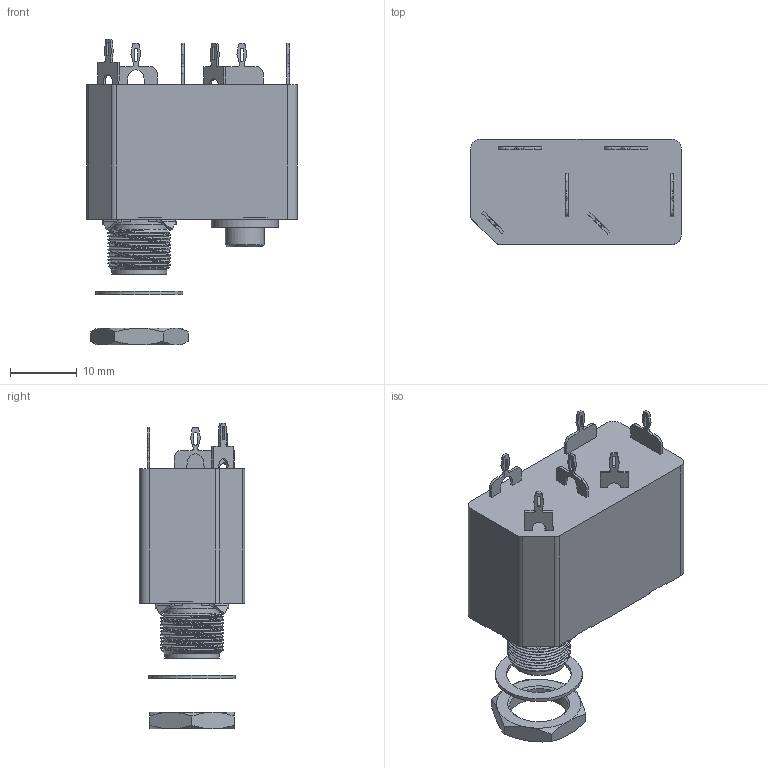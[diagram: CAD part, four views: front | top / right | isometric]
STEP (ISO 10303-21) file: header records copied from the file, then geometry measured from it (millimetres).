
FILE_DESCRIPTION(/* description */ (''),/* implementation_level */ '2;1');
FILE_NAME(/* name */ 'ACJS-MVD985-3.stp',/* time_stamp */ '2025-09-23T09:37:55+10:00',/* author */ ('minh'),/* organization */ (''),/* preprocessor_version */ 'ST-DEVELOPER v19.2',/* originating_system */ 'Autodesk Inventor 2023',/* authorisation */ '');
FILE_SCHEMA (('AUTOMOTIVE_DESIGN { 1 0 10303 214 3 1 1 }'));
Length unit declared in the file: inch
Products named in the file (1): ACJS-MVD985-3 simplified
Bounding box: 31.52 x 15.76 x 45.75 mm (x, y, z)
Volume: 10459.2 mm3; surface area: 4241.4 mm2
Topology: 3 solids, 4 shells, 409 faces, 1101 edges, 722 vertices
Faces by surface type: plane 241, cylinder 86, bspline 61, cone 21
Full cylindrical faces by diameter (mm): 3.6 x1, 5.8 x1, 6.45 x1, 7 x1, 7.15 x1, 8.2 x2, 8.661 x1, 9.38 x5, 9.7 x1, 10 x1, 11 x1, 13 x1
Entity records: 15650 total; most frequent: CARTESIAN_POINT 5239, ORIENTED_EDGE 2202, DIRECTION 1792, EDGE_CURVE 1101, LINE 766, VECTOR 766, VERTEX_POINT 722, AXIS2_PLACEMENT_3D 513
